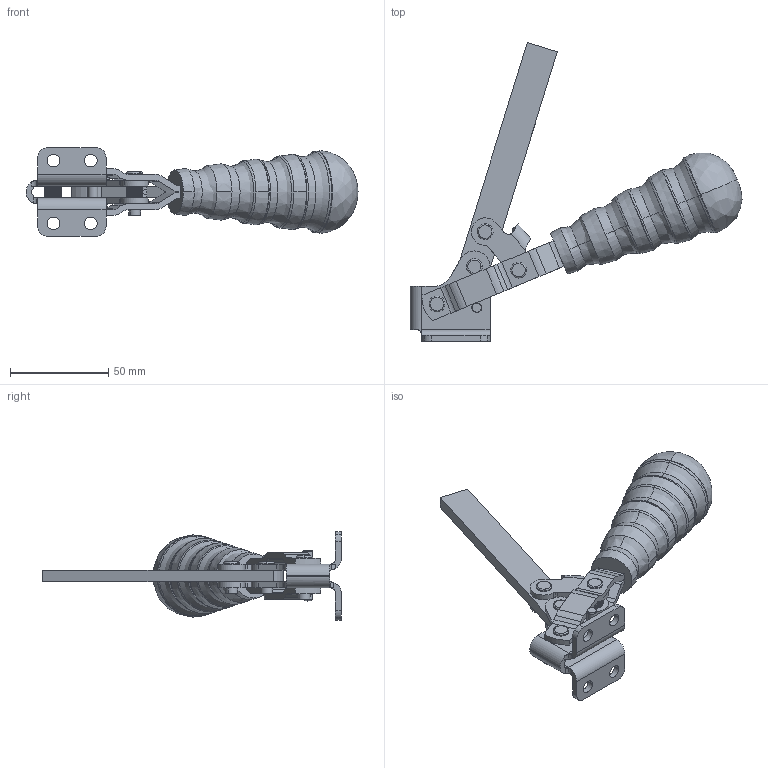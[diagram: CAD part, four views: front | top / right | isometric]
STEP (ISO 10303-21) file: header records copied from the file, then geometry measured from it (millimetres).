
FILE_DESCRIPTION((''),'2;1');
FILE_NAME('213F.0-opened.stp','2005-09-27T18:37:05',('Kysilko'),(''),'Autodesk Inventor 8','Autodesk Inventor 8','');
FILE_SCHEMA(('AUTOMOTIVE_DESIGN { 1 0 10303 214 1 1 1 1 }'));
Length unit declared in the file: millimetre
Products named in the file (1): Part68
Bounding box: 169.03 x 152.12 x 45 mm (x, y, z)
Volume: 112237 mm3; surface area: 34566.9 mm2
Topology: 1 solids, 4 shells, 954 faces, 3252 edges, 1961 vertices
Faces by surface type: plane 380, cone 308, cylinder 188, bspline 54, torus 22, sphere 2
Entity records: 37312 total; most frequent: CARTESIAN_POINT 9621, ORIENTED_EDGE 6484, DIRECTION 5743, EDGE_CURVE 3242, AXIS2_PLACEMENT_3D 2190, VERTEX_POINT 1961, VECTOR 1363, LINE 1363
